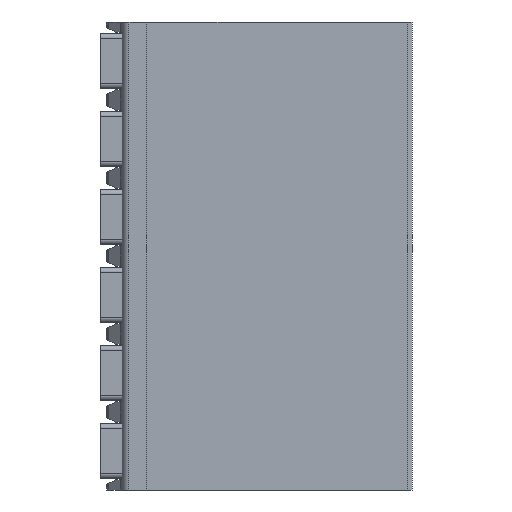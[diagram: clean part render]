
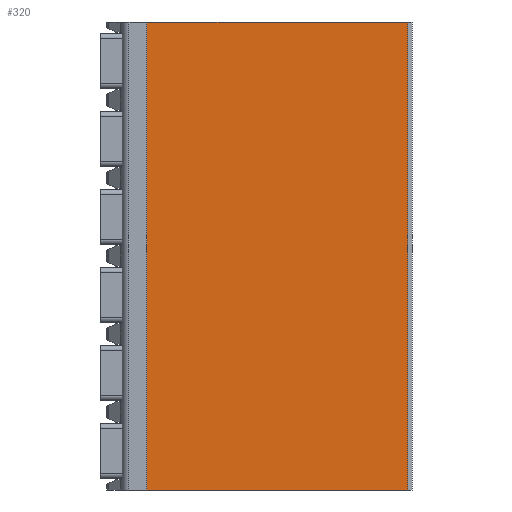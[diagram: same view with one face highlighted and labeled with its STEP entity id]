
A CAD part, left-side view. The second image highlights one B-rep face of the part: STEP entity #320.
In plain terms, the highlighted planar face has unit normal (-1, 0, 0).
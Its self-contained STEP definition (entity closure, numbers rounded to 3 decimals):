
#320 = ADVANCED_FACE( '', ( #1024 ), #1025, .F. );
#1024 = FACE_OUTER_BOUND( '', #1929, .T. );
#1025 = PLANE( '', #1930 );
#1929 = EDGE_LOOP( '', ( #4524, #4525, #4526, #4527 ) );
#1930 = AXIS2_PLACEMENT_3D( '', #4528, #4529, #4530 );
#4524 = ORIENTED_EDGE( '', *, *, #6779, .T. );
#4525 = ORIENTED_EDGE( '', *, *, #6888, .F. );
#4526 = ORIENTED_EDGE( '', *, *, #6769, .F. );
#4527 = ORIENTED_EDGE( '', *, *, #6887, .T. );
#4528 = CARTESIAN_POINT( '', ( 0.75, 11.9, 21. ) );
#4529 = DIRECTION( '', ( 1., 0., 0. ) );
#4530 = DIRECTION( '', ( 0., 1., 0. ) );
#6769 = EDGE_CURVE( '', #8498, #8500, #8501, .T. );
#6779 = EDGE_CURVE( '', #8519, #8517, #8520, .T. );
#6887 = EDGE_CURVE( '', #8498, #8519, #8683, .T. );
#6888 = EDGE_CURVE( '', #8500, #8517, #8684, .T. );
#8498 = VERTEX_POINT( '', #11010 );
#8500 = VERTEX_POINT( '', #11013 );
#8501 = LINE( '', #11014, #11015 );
#8517 = VERTEX_POINT( '', #11039 );
#8519 = VERTEX_POINT( '', #11042 );
#8520 = LINE( '', #11043, #11044 );
#8683 = LINE( '', #11286, #11287 );
#8684 = LINE( '', #11288, #11289 );
#11010 = CARTESIAN_POINT( '', ( 0.75, 11.9, 21. ) );
#11013 = CARTESIAN_POINT( '', ( 0.75, 0.2, 21. ) );
#11014 = CARTESIAN_POINT( '', ( 0.75, 11.9, 21. ) );
#11015 = VECTOR( '', #13123, 1000. );
#11039 = CARTESIAN_POINT( '', ( 0.75, 0.2, 0. ) );
#11042 = CARTESIAN_POINT( '', ( 0.75, 11.9, 0. ) );
#11043 = CARTESIAN_POINT( '', ( 0.75, 11.9, 0. ) );
#11044 = VECTOR( '', #13133, 1000. );
#11286 = CARTESIAN_POINT( '', ( 0.75, 11.9, 21. ) );
#11287 = VECTOR( '', #13297, 1000. );
#11288 = CARTESIAN_POINT( '', ( 0.75, 0.2, 21. ) );
#11289 = VECTOR( '', #13298, 1000. );
#13123 = DIRECTION( '', ( 0., -1., 0. ) );
#13133 = DIRECTION( '', ( 0., -1., 0. ) );
#13297 = DIRECTION( '', ( 0., 0., -1. ) );
#13298 = DIRECTION( '', ( 0., 0., -1. ) );
